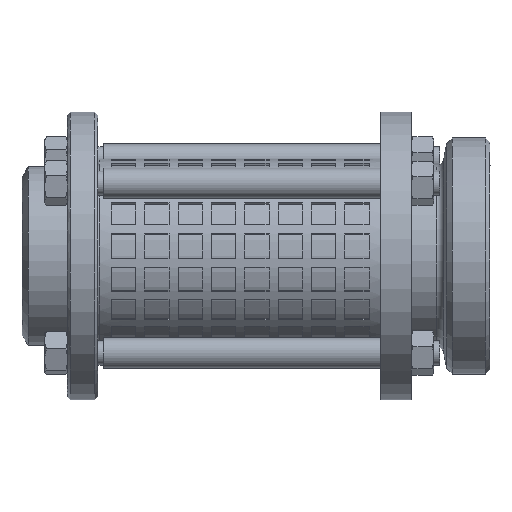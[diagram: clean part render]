
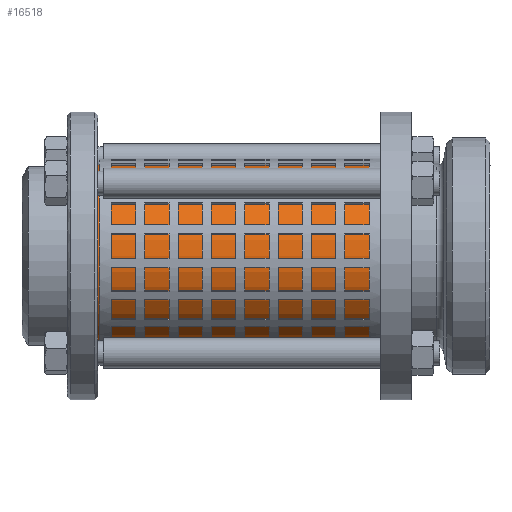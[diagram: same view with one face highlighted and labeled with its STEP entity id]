
A CAD part, top view. The second image highlights one B-rep face of the part: STEP entity #16518.
In plain terms, the highlighted cylindrical face has radius 30 mm (diameter 60 mm), a full revolution.
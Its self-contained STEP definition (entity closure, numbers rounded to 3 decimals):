
#744=FACE_BOUND('',#3688,.T.);
#801=CYLINDRICAL_SURFACE('',#18164,30.);
#1593=CIRCLE('',#18160,30.);
#1595=CIRCLE('',#18165,30.);
#2439=FACE_OUTER_BOUND('',#3687,.T.);
#3687=EDGE_LOOP('',(#14135));
#3688=EDGE_LOOP('',(#14136));
#7572=VERTEX_POINT('',#27533);
#7574=VERTEX_POINT('',#27540);
#9765=EDGE_CURVE('',#7572,#7572,#1593,.T.);
#9767=EDGE_CURVE('',#7574,#7574,#1595,.T.);
#14135=ORIENTED_EDGE('',*,*,#9767,.T.);
#14136=ORIENTED_EDGE('',*,*,#9765,.T.);
#16518=ADVANCED_FACE('',(#2439,#744),#801,.T.);
#18160=AXIS2_PLACEMENT_3D('',#27534,#22622,#22623);
#18164=AXIS2_PLACEMENT_3D('',#27539,#22630,#22631);
#18165=AXIS2_PLACEMENT_3D('',#27541,#22632,#22633);
#22622=DIRECTION('center_axis',(1.,0.,0.));
#22623=DIRECTION('ref_axis',(0.,1.,0.));
#22630=DIRECTION('center_axis',(1.,0.,0.));
#22631=DIRECTION('ref_axis',(0.,1.,0.));
#22632=DIRECTION('center_axis',(-1.,0.,0.));
#22633=DIRECTION('ref_axis',(0.,1.,0.));
#27533=CARTESIAN_POINT('',(-97.2,30.,0.));
#27534=CARTESIAN_POINT('Origin',(-97.2,0.,0.));
#27539=CARTESIAN_POINT('Origin',(-50.,0.,0.));
#27540=CARTESIAN_POINT('',(-2.8,-30.,0.));
#27541=CARTESIAN_POINT('Origin',(-2.8,0.,0.));
